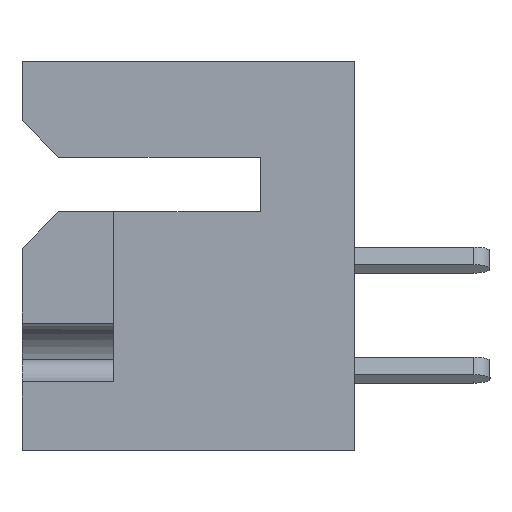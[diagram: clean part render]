
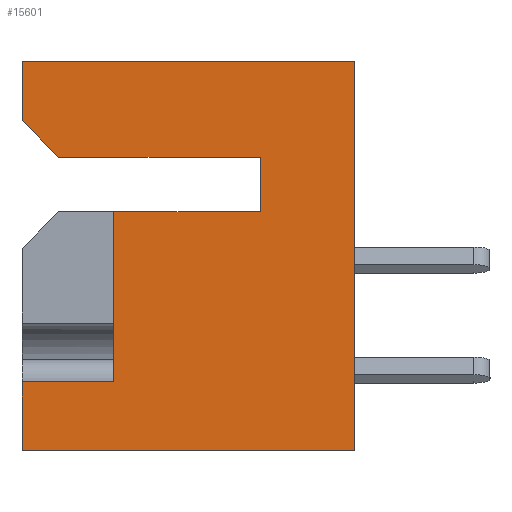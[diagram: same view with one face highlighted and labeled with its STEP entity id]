
A CAD part, left-side view. The second image highlights one B-rep face of the part: STEP entity #15601.
In plain terms, the highlighted planar face has unit normal (-1, 0, 0).
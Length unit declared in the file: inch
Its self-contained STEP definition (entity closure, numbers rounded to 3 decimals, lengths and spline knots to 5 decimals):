
#382 = EDGE_CURVE ( 'NONE', #7701, #1409, #8504, .T. ) ;
#429 = CARTESIAN_POINT ( 'NONE',  ( 0., 0.128, -0.131 ) ) ;
#437 = LINE ( 'NONE', #6105, #15145 ) ;
#506 = VECTOR ( 'NONE', #18666, 39.37008 ) ;
#973 = CARTESIAN_POINT ( 'NONE',  ( 0., 0.453, 0. ) ) ;
#1225 = VERTEX_POINT ( 'NONE', #429 ) ;
#1363 = EDGE_CURVE ( 'NONE', #18660, #6964, #6621, .T. ) ;
#1409 = VERTEX_POINT ( 'NONE', #7002 ) ;
#1701 = ORIENTED_EDGE ( 'NONE', *, *, #8020, .F. ) ;
#1795 = ORIENTED_EDGE ( 'NONE', *, *, #15053, .F. ) ;
#2221 = VECTOR ( 'NONE', #16523, 39.37008 ) ;
#2350 = CARTESIAN_POINT ( 'NONE',  ( 0., 0.453, 0. ) ) ;
#2374 = DIRECTION ( 'NONE',  ( 0., 1., 0. ) ) ;
#2626 = LINE ( 'NONE', #16641, #17346 ) ;
#3206 = DIRECTION ( 'NONE',  ( 0., 1., 0. ) ) ;
#3638 = VERTEX_POINT ( 'NONE', #4922 ) ;
#3999 = DIRECTION ( 'NONE',  ( 1., 0., 0. ) ) ;
#4188 = EDGE_LOOP ( 'NONE', ( #15825, #21038, #8981, #4713, #1701, #12055, #18706, #10733, #17760, #18654, #1795 ) ) ;
#4692 = VERTEX_POINT ( 'NONE', #6903 ) ;
#4713 = ORIENTED_EDGE ( 'NONE', *, *, #11828, .T. ) ;
#4860 = EDGE_CURVE ( 'NONE', #16450, #3638, #5116, .T. ) ;
#4922 = CARTESIAN_POINT ( 'NONE',  ( 0., 0., -0.531 ) ) ;
#5116 = LINE ( 'NONE', #17307, #15671 ) ;
#5270 = CARTESIAN_POINT ( 'NONE',  ( 0., 0.403, -0.131 ) ) ;
#5637 = CARTESIAN_POINT ( 'NONE',  ( 0., 0., 0. ) ) ;
#6105 = CARTESIAN_POINT ( 'NONE',  ( 0., 0.128, -0.131 ) ) ;
#6420 = VECTOR ( 'NONE', #3206, 39.37008 ) ;
#6429 = VECTOR ( 'NONE', #9932, 39.37008 ) ;
#6511 = VERTEX_POINT ( 'NONE', #5270 ) ;
#6621 = LINE ( 'NONE', #973, #2221 ) ;
#6837 = FACE_OUTER_BOUND ( 'NONE', #4188, .T. ) ;
#6903 = CARTESIAN_POINT ( 'NONE',  ( 0., 0.453, -0.437 ) ) ;
#6964 = VERTEX_POINT ( 'NONE', #16722 ) ;
#7002 = CARTESIAN_POINT ( 'NONE',  ( 0., 0.328, -0.205 ) ) ;
#7455 = VERTEX_POINT ( 'NONE', #15757 ) ;
#7528 = LINE ( 'NONE', #13824, #506 ) ;
#7680 = CARTESIAN_POINT ( 'NONE',  ( 0., 0.403, -0.131 ) ) ;
#7701 = VERTEX_POINT ( 'NONE', #15031 ) ;
#8020 = EDGE_CURVE ( 'NONE', #6964, #10631, #18933, .T. ) ;
#8289 = VECTOR ( 'NONE', #18144, 39.37008 ) ;
#8488 = DIRECTION ( 'NONE',  ( 0., 0., 1. ) ) ;
#8504 = LINE ( 'NONE', #13210, #6420 ) ;
#8544 = LINE ( 'NONE', #19802, #6429 ) ;
#8981 = ORIENTED_EDGE ( 'NONE', *, *, #4860, .T. ) ;
#9194 = CARTESIAN_POINT ( 'NONE',  ( 0., 0.328, -0.205 ) ) ;
#9455 = AXIS2_PLACEMENT_3D ( 'NONE', #2350, #3999, #18679 ) ;
#9932 = DIRECTION ( 'NONE',  ( 0., 0., 1. ) ) ;
#10016 = VECTOR ( 'NONE', #14035, 39.37008 ) ;
#10120 = LINE ( 'NONE', #7680, #8289 ) ;
#10631 = VERTEX_POINT ( 'NONE', #5637 ) ;
#10733 = ORIENTED_EDGE ( 'NONE', *, *, #13256, .F. ) ;
#11828 = EDGE_CURVE ( 'NONE', #3638, #10631, #7528, .T. ) ;
#12055 = ORIENTED_EDGE ( 'NONE', *, *, #1363, .F. ) ;
#12180 = EDGE_CURVE ( 'NONE', #18660, #6511, #10120, .T. ) ;
#12246 = EDGE_CURVE ( 'NONE', #7701, #1225, #8544, .T. ) ;
#12293 = CARTESIAN_POINT ( 'NONE',  ( 0., 0.328, -0.437 ) ) ;
#12544 = EDGE_CURVE ( 'NONE', #7455, #4692, #17740, .T. ) ;
#13210 = CARTESIAN_POINT ( 'NONE',  ( 0., 0.128, -0.205 ) ) ;
#13256 = EDGE_CURVE ( 'NONE', #1225, #6511, #437, .T. ) ;
#13298 = CARTESIAN_POINT ( 'NONE',  ( 0., 0.453, -0.531 ) ) ;
#13824 = CARTESIAN_POINT ( 'NONE',  ( 0., 0., 0. ) ) ;
#14035 = DIRECTION ( 'NONE',  ( 0., -1., 0. ) ) ;
#14494 = CARTESIAN_POINT ( 'NONE',  ( 0., 0.453, -0.081 ) ) ;
#14826 = LINE ( 'NONE', #9194, #16369 ) ;
#15031 = CARTESIAN_POINT ( 'NONE',  ( 0., 0.128, -0.205 ) ) ;
#15053 = EDGE_CURVE ( 'NONE', #7455, #1409, #14826, .T. ) ;
#15145 = VECTOR ( 'NONE', #20681, 39.37008 ) ;
#15537 = PLANE ( 'NONE',  #9455 ) ;
#15601 = ADVANCED_FACE ( 'NONE', ( #6837 ), #15537, .F. ) ;
#15671 = VECTOR ( 'NONE', #17509, 39.37008 ) ;
#15694 = DIRECTION ( 'NONE',  ( 0., 0., 1. ) ) ;
#15757 = CARTESIAN_POINT ( 'NONE',  ( 0., 0.328, -0.437 ) ) ;
#15825 = ORIENTED_EDGE ( 'NONE', *, *, #12544, .T. ) ;
#16369 = VECTOR ( 'NONE', #15694, 39.37008 ) ;
#16393 = EDGE_CURVE ( 'NONE', #16450, #4692, #2626, .T. ) ;
#16450 = VERTEX_POINT ( 'NONE', #13298 ) ;
#16523 = DIRECTION ( 'NONE',  ( 0., 0., 1. ) ) ;
#16641 = CARTESIAN_POINT ( 'NONE',  ( 0., 0.453, 0. ) ) ;
#16722 = CARTESIAN_POINT ( 'NONE',  ( 0., 0.453, 0. ) ) ;
#17172 = CARTESIAN_POINT ( 'NONE',  ( 0., 0.453, 0. ) ) ;
#17307 = CARTESIAN_POINT ( 'NONE',  ( 0., 0.453, -0.531 ) ) ;
#17346 = VECTOR ( 'NONE', #8488, 39.37008 ) ;
#17509 = DIRECTION ( 'NONE',  ( 0., -1., 0. ) ) ;
#17740 = LINE ( 'NONE', #12293, #21042 ) ;
#17760 = ORIENTED_EDGE ( 'NONE', *, *, #12246, .F. ) ;
#18144 = DIRECTION ( 'NONE',  ( 0., -0.707, -0.707 ) ) ;
#18654 = ORIENTED_EDGE ( 'NONE', *, *, #382, .T. ) ;
#18660 = VERTEX_POINT ( 'NONE', #14494 ) ;
#18666 = DIRECTION ( 'NONE',  ( 0., 0., 1. ) ) ;
#18679 = DIRECTION ( 'NONE',  ( 0., 0., -1. ) ) ;
#18706 = ORIENTED_EDGE ( 'NONE', *, *, #12180, .T. ) ;
#18933 = LINE ( 'NONE', #17172, #10016 ) ;
#19802 = CARTESIAN_POINT ( 'NONE',  ( 0., 0.128, -0.131 ) ) ;
#20681 = DIRECTION ( 'NONE',  ( 0., 1., 0. ) ) ;
#21038 = ORIENTED_EDGE ( 'NONE', *, *, #16393, .F. ) ;
#21042 = VECTOR ( 'NONE', #2374, 39.37008 ) ;
